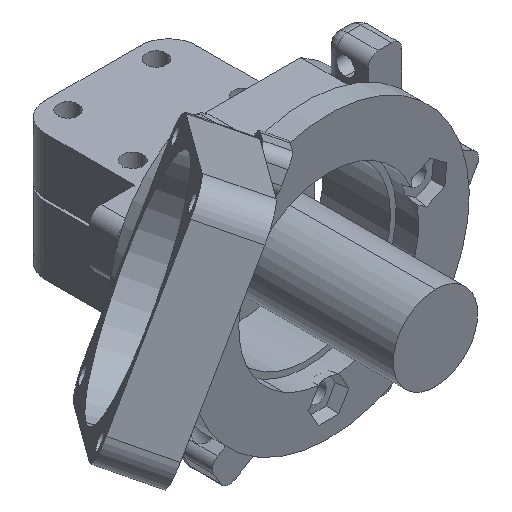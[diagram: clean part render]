
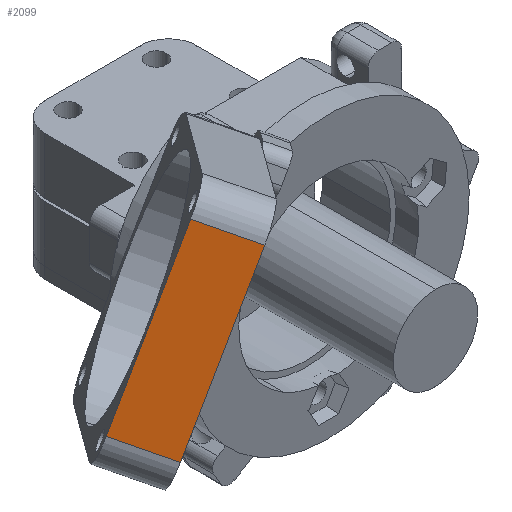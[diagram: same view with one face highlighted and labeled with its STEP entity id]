
A CAD part, isometric view. The second image highlights one B-rep face of the part: STEP entity #2099.
In plain terms, the highlighted face is planar.
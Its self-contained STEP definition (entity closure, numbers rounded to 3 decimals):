
#278 = VERTEX_POINT ( 'NONE', #4846 ) ;
#281 = VERTEX_POINT ( 'NONE', #4831 ) ;
#284 = VERTEX_POINT ( 'NONE', #4850 ) ;
#285 = VERTEX_POINT ( 'NONE', #4851 ) ;
#350 = EDGE_LOOP ( 'NONE', ( #2851, #2852, #2853, #2854 ) ) ;
#601 = EDGE_CURVE ( 'NONE', #278, #281, #5054, .T. ) ;
#602 = EDGE_CURVE ( 'NONE', #278, #284, #5057, .T. ) ;
#603 = EDGE_CURVE ( 'NONE', #284, #285, #5051, .T. ) ;
#604 = EDGE_CURVE ( 'NONE', #285, #281, #5062, .T. ) ;
#1962 = VECTOR ( 'NONE', #5059, 1000. ) ;
#1964 = VECTOR ( 'NONE', #5064, 1000. ) ;
#1965 = VECTOR ( 'NONE', #5061, 1000. ) ;
#1967 = VECTOR ( 'NONE', #5056, 1000. ) ;
#2099 = ADVANCED_FACE ( 'NONE', ( #8156 ), #8150, .F. ) ;
#2851 = ORIENTED_EDGE ( 'NONE', *, *, #601, .F. ) ;
#2852 = ORIENTED_EDGE ( 'NONE', *, *, #602, .T. ) ;
#2853 = ORIENTED_EDGE ( 'NONE', *, *, #603, .T. ) ;
#2854 = ORIENTED_EDGE ( 'NONE', *, *, #604, .T. ) ;
#4831 = CARTESIAN_POINT ( 'NONE',  ( -20., 10., 15. ) ) ;
#4846 = CARTESIAN_POINT ( 'NONE',  ( -20., 10., -15. ) ) ;
#4850 = CARTESIAN_POINT ( 'NONE',  ( -20., 0., -15. ) ) ;
#4851 = CARTESIAN_POINT ( 'NONE',  ( -20., 0., 15. ) ) ;
#5051 = LINE ( 'NONE', #5060, #1965 ) ;
#5054 = LINE ( 'NONE', #5055, #1967 ) ;
#5055 = CARTESIAN_POINT ( 'NONE',  ( -20., 10., 20. ) ) ;
#5056 = DIRECTION ( 'NONE',  ( 0., 0., 1. ) ) ;
#5057 = LINE ( 'NONE', #5058, #1962 ) ;
#5058 = CARTESIAN_POINT ( 'NONE',  ( -20., 10., -15. ) ) ;
#5059 = DIRECTION ( 'NONE',  ( 0., -1., 0. ) ) ;
#5060 = CARTESIAN_POINT ( 'NONE',  ( -20., 0., 20. ) ) ;
#5061 = DIRECTION ( 'NONE',  ( 0., 0., 1. ) ) ;
#5062 = LINE ( 'NONE', #5063, #1964 ) ;
#5063 = CARTESIAN_POINT ( 'NONE',  ( -20., 10., 15. ) ) ;
#5064 = DIRECTION ( 'NONE',  ( 0., 1., 0. ) ) ;
#7803 = AXIS2_PLACEMENT_3D ( 'NONE', #8152, #8158, #8159 ) ;
#8150 = PLANE ( 'NONE',  #7803 ) ;
#8152 = CARTESIAN_POINT ( 'NONE',  ( -20., 10., 20. ) ) ;
#8156 = FACE_OUTER_BOUND ( 'NONE', #350, .T. ) ;
#8158 = DIRECTION ( 'NONE',  ( 1., 0., 0. ) ) ;
#8159 = DIRECTION ( 'NONE',  ( 0., 0., -1. ) ) ;
